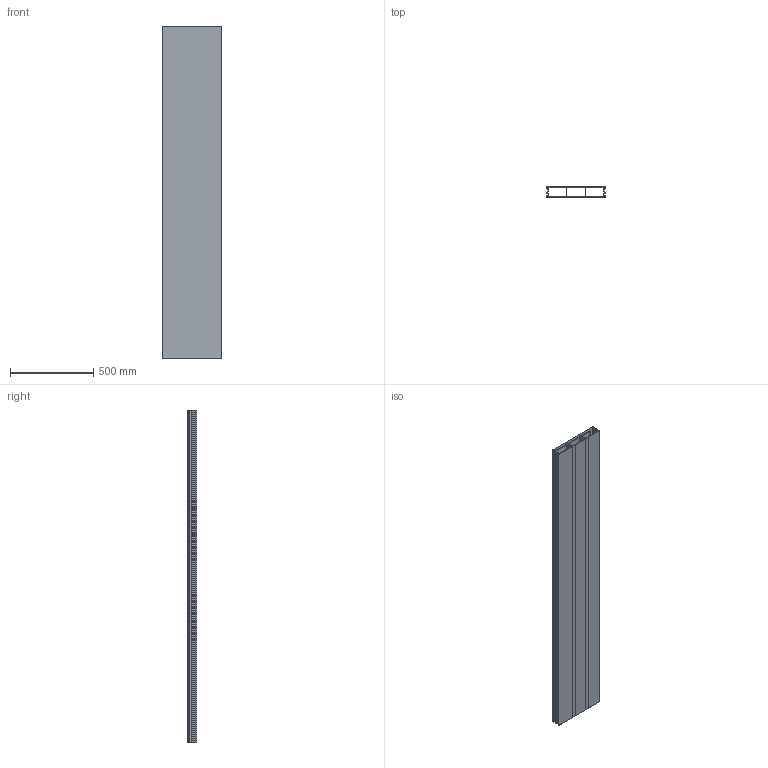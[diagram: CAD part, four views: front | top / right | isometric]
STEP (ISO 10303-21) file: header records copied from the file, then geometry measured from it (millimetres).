
FILE_DESCRIPTION (( 'STEP AP214' ), '1' );
FILE_NAME ('7400293.STEP', '2025-04-23T07:31:04', ( '' ), ( '' ), 'SwSTEP 2.0', 'SolidWorks 2024', '' );
FILE_SCHEMA (( 'AUTOMOTIVE_DESIGN' ));
Length unit declared in the file: millimetre
Products named in the file (5): 7400293; 155551_35058 für Kontaktblech L=2000; 153357_58 L=2000; 161054_für Trapezform S3 35058 L=2000; 155711_Trapezdeckel 350 L=2000
Assembly tree (5 placements, depth 3):
  7400293
    161054_für Trapezform S3 35058 L=2000
      155551_35058 für Kontaktblech L=2000
      153357_58 L=2000  x2
    155711_Trapezdeckel 350 L=2000
Bounding box: 350 x 58.22 x 2000 mm (x, y, z)
Volume: 1496693.6 mm3; surface area: 4152177.2 mm2
Topology: 4 solids, 4 shells, 306 faces, 790 edges, 512 vertices
Faces by surface type: plane 230, cylinder 56, torus 20
Entity records: 9009 total; most frequent: CARTESIAN_POINT 1555, ORIENTED_EDGE 1520, DIRECTION 1508, EDGE_CURVE 760, LINE 618, VECTOR 618, VERTEX_POINT 492, AXIS2_PLACEMENT_3D 445
